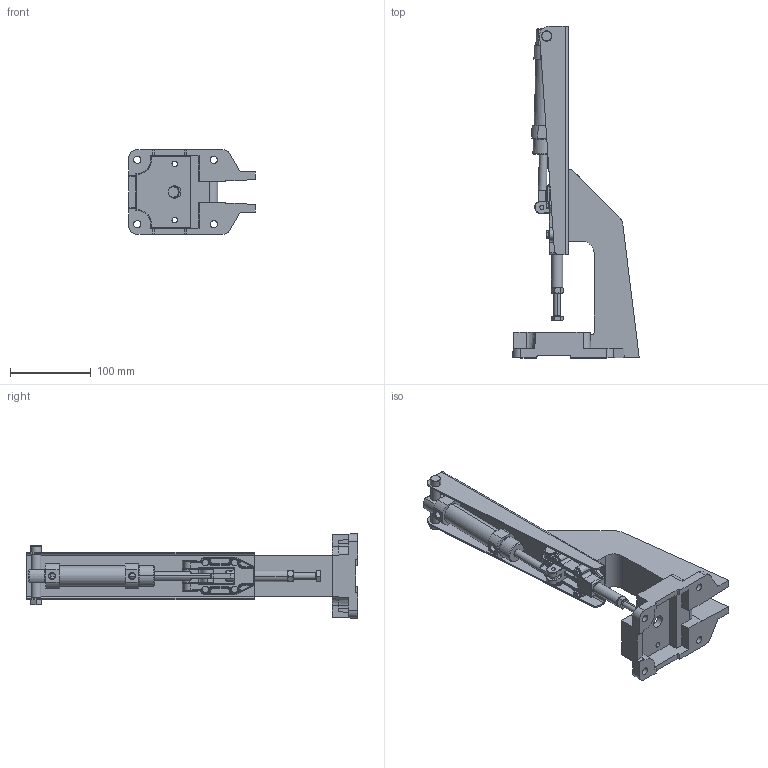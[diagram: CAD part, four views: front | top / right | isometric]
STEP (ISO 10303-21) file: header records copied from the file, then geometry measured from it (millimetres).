
FILE_DESCRIPTION (( 'STEP AP214' ), '1' );
FILE_NAME ('GH-30600PR-A(簡化)-1.STEP', '2020-07-24T08:23:05', ( 'LinWei' ), ( '' ), 'SwSTEP 2.0', 'SolidWorks 2016', '' );
FILE_SCHEMA (( 'AUTOMOTIVE_DESIGN' ));
Length unit declared in the file: millimetre
Products named in the file (9): GH-30600MB; 43060005-1^GH-30600PR-A(簡化)-1; Group7^GH-30600PR-A(簡化)-1; SDA serial cylinder A_SDA 25×50-1^GH-30600PR-A(簡化)-1; Group1^GH-30600PR-A(簡化)-1; Group4^GH-30600PR-A(簡化)-1; 零件32^GH-30600PR-A(簡化)-1; Group3^GH-30600PR-A(簡化)-1; GH-30600PR-A(簡化)-1
Assembly tree (8 placements, depth 2):
  GH-30600PR-A(簡化)-1
    Group3^GH-30600PR-A(簡化)-1
    零件32^GH-30600PR-A(簡化)-1
    Group4^GH-30600PR-A(簡化)-1
    Group1^GH-30600PR-A(簡化)-1
    SDA serial cylinder A_SDA 25×50-1^GH-30600PR-A(簡化)-1
    Group7^GH-30600PR-A(簡化)-1
    43060005-1^GH-30600PR-A(簡化)-1
    GH-30600MB
Bounding box: 157 x 412 x 105 mm (x, y, z)
Volume: 651032.5 mm3; surface area: 226308 mm2
Topology: 8 solids, 8 shells, 885 faces, 2199 edges, 1348 vertices
Faces by surface type: plane 368, cylinder 236, cone 195, bspline 80, torus 6
Entity records: 36354 total; most frequent: CARTESIAN_POINT 11271, ORIENTED_EDGE 4342, DIRECTION 3837, EDGE_CURVE 2171, AXIS2_PLACEMENT_3D 1463, VERTEX_POINT 1348, EDGE_LOOP 975, VECTOR 911
